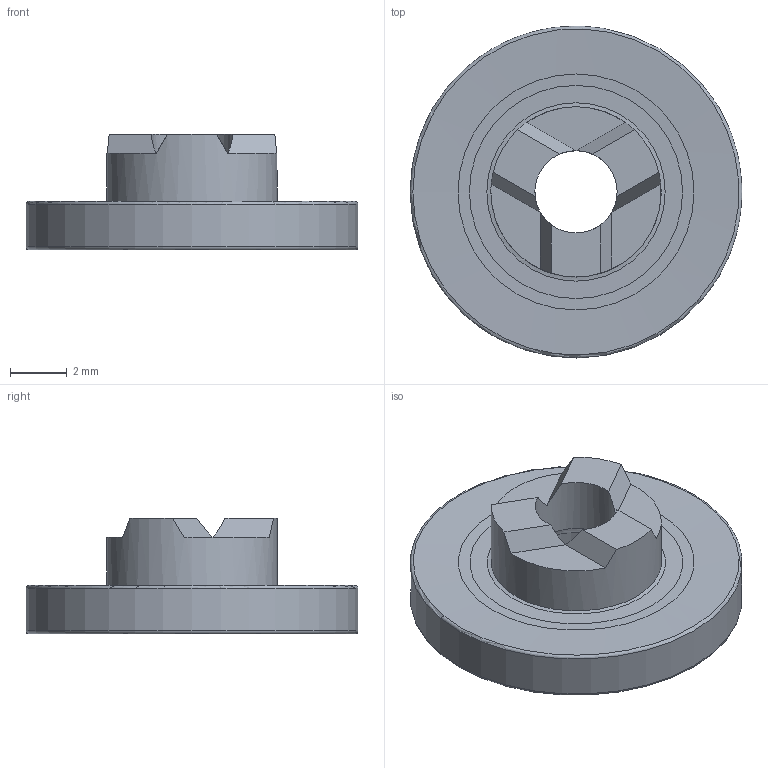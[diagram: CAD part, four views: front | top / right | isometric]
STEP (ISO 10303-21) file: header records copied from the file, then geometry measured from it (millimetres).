
FILE_DESCRIPTION(/* description */ (''),/* implementation_level */ '2;1');
FILE_NAME(/* name */ 'R335.14-117160C.06Z3-M01_Basic.stp',/* time_stamp */ '2024-08-12T11:36:32+05:00',/* author */ (''),/* organization */ (''),/* preprocessor_version */ 'ST-DEVELOPER v16.7',/* originating_system */ 'SIEMENS PLM Software NX 12.0',/* authorisation */ '');
FILE_SCHEMA (('AUTOMOTIVE_DESIGN { 1 0 10303 214 3 1 1 1 }'));
Length unit declared in the file: millimetre
Products named in the file (1): inpu2D08C4AF341z
Bounding box: 11.7 x 11.7 x 4.08 mm (x, y, z)
Volume: 194.4 mm3; surface area: 416.3 mm2
Topology: 2 solids, 2 shells, 30 faces, 74 edges, 49 vertices
Faces by surface type: plane 13, cylinder 6, revolution 6, cone 3, torus 2
Full cylindrical faces by diameter (mm): 2.9 x1, 4.1 x1, 6 x1, 7.514 x2, 11.7 x1
Entity records: 938 total; most frequent: CARTESIAN_POINT 247, DIRECTION 127, ORIENTED_EDGE 106, EDGE_CURVE 53, AXIS2_PLACEMENT_3D 53, EDGE_LOOP 48, VERTEX_POINT 41, FACE_BOUND 36
